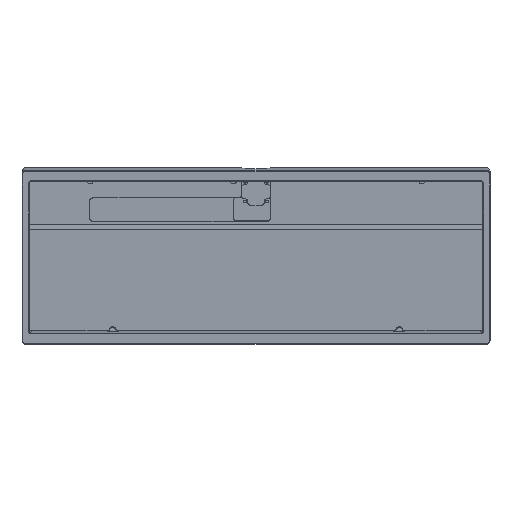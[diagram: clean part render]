
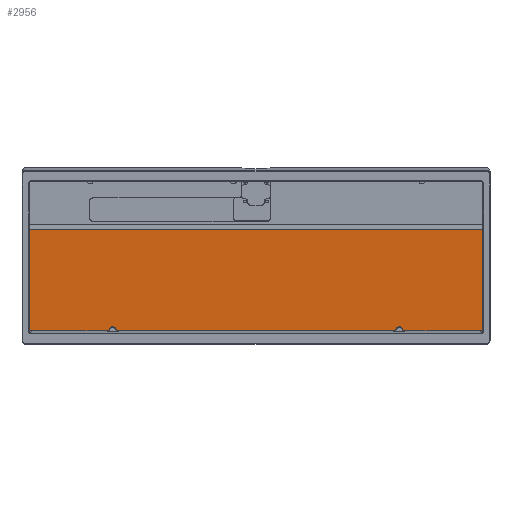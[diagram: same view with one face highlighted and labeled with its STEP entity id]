
A CAD part, top view. The second image highlights one B-rep face of the part: STEP entity #2956.
In plain terms, the highlighted planar face has unit normal (0, -0.087, 0.996).
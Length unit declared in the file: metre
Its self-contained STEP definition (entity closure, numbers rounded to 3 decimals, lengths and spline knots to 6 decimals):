
#137=LINE('',#4433,#425);
#154=LINE('',#4501,#442);
#158=LINE('',#4508,#446);
#159=LINE('',#4513,#447);
#160=LINE('',#4521,#448);
#161=LINE('',#4529,#449);
#425=VECTOR('',#3490,0.01);
#442=VECTOR('',#3547,0.01);
#446=VECTOR('',#3553,0.01);
#447=VECTOR('',#3558,0.01);
#448=VECTOR('',#3565,0.01);
#449=VECTOR('',#3572,0.01);
#717=FACE_OUTER_BOUND('',#895,.T.);
#895=EDGE_LOOP('',(#2018,#2019,#2020,#2021,#2022,#2023,#2024,#2025,#2026,
#2027,#2028,#2029,#2030,#2031));
#1101=CIRCLE('',#3170,0.0015);
#1102=CIRCLE('',#3171,0.0015);
#1103=CIRCLE('',#3172,0.00225);
#1104=CIRCLE('',#3173,0.0015);
#1105=CIRCLE('',#3174,0.0015);
#1106=CIRCLE('',#3175,0.00225);
#1107=CIRCLE('',#3176,0.0015);
#1108=CIRCLE('',#3177,0.0015);
#1237=VERTEX_POINT('',#4430);
#1238=VERTEX_POINT('',#4432);
#1268=VERTEX_POINT('',#4498);
#1269=VERTEX_POINT('',#4500);
#1272=VERTEX_POINT('',#4510);
#1273=VERTEX_POINT('',#4512);
#1274=VERTEX_POINT('',#4514);
#1275=VERTEX_POINT('',#4516);
#1276=VERTEX_POINT('',#4518);
#1277=VERTEX_POINT('',#4520);
#1278=VERTEX_POINT('',#4522);
#1279=VERTEX_POINT('',#4524);
#1280=VERTEX_POINT('',#4526);
#1281=VERTEX_POINT('',#4528);
#1523=EDGE_CURVE('',#1238,#1237,#137,.T.);
#1557=EDGE_CURVE('',#1269,#1268,#154,.T.);
#1561=EDGE_CURVE('',#1238,#1268,#158,.T.);
#1562=EDGE_CURVE('',#1272,#1237,#1101,.T.);
#1563=EDGE_CURVE('',#1273,#1272,#159,.T.);
#1564=EDGE_CURVE('',#1274,#1273,#1102,.T.);
#1565=EDGE_CURVE('',#1275,#1274,#1103,.T.);
#1566=EDGE_CURVE('',#1276,#1275,#1104,.T.);
#1567=EDGE_CURVE('',#1277,#1276,#160,.T.);
#1568=EDGE_CURVE('',#1278,#1277,#1105,.T.);
#1569=EDGE_CURVE('',#1279,#1278,#1106,.T.);
#1570=EDGE_CURVE('',#1280,#1279,#1107,.T.);
#1571=EDGE_CURVE('',#1281,#1280,#161,.T.);
#1572=EDGE_CURVE('',#1269,#1281,#1108,.T.);
#2018=ORIENTED_EDGE('',*,*,#1523,.T.);
#2019=ORIENTED_EDGE('',*,*,#1562,.F.);
#2020=ORIENTED_EDGE('',*,*,#1563,.F.);
#2021=ORIENTED_EDGE('',*,*,#1564,.F.);
#2022=ORIENTED_EDGE('',*,*,#1565,.F.);
#2023=ORIENTED_EDGE('',*,*,#1566,.F.);
#2024=ORIENTED_EDGE('',*,*,#1567,.F.);
#2025=ORIENTED_EDGE('',*,*,#1568,.F.);
#2026=ORIENTED_EDGE('',*,*,#1569,.F.);
#2027=ORIENTED_EDGE('',*,*,#1570,.F.);
#2028=ORIENTED_EDGE('',*,*,#1571,.F.);
#2029=ORIENTED_EDGE('',*,*,#1572,.F.);
#2030=ORIENTED_EDGE('',*,*,#1557,.T.);
#2031=ORIENTED_EDGE('',*,*,#1561,.F.);
#2867=PLANE('',#3169);
#2956=ADVANCED_FACE('',(#717),#2867,.F.);
#3169=AXIS2_PLACEMENT_3D('',#4509,#3554,#3555);
#3170=AXIS2_PLACEMENT_3D('',#4511,#3556,#3557);
#3171=AXIS2_PLACEMENT_3D('',#4515,#3559,#3560);
#3172=AXIS2_PLACEMENT_3D('',#4517,#3561,#3562);
#3173=AXIS2_PLACEMENT_3D('',#4519,#3563,#3564);
#3174=AXIS2_PLACEMENT_3D('',#4523,#3566,#3567);
#3175=AXIS2_PLACEMENT_3D('',#4525,#3568,#3569);
#3176=AXIS2_PLACEMENT_3D('',#4527,#3570,#3571);
#3177=AXIS2_PLACEMENT_3D('',#4530,#3573,#3574);
#3490=DIRECTION('',(0.,-0.996,-0.087));
#3547=DIRECTION('',(0.,0.996,0.087));
#3553=DIRECTION('',(1.,0.,0.));
#3554=DIRECTION('center_axis',(0.,0.087,-0.996));
#3555=DIRECTION('ref_axis',(0.,0.996,0.087));
#3556=DIRECTION('center_axis',(0.,0.087,-0.996));
#3557=DIRECTION('ref_axis',(0.,0.996,0.087));
#3558=DIRECTION('',(-1.,0.,0.));
#3559=DIRECTION('center_axis',(0.,0.087,-0.996));
#3560=DIRECTION('ref_axis',(0.,0.996,0.087));
#3561=DIRECTION('center_axis',(0.,-0.087,0.996));
#3562=DIRECTION('ref_axis',(0.,0.996,0.087));
#3563=DIRECTION('center_axis',(0.,0.087,-0.996));
#3564=DIRECTION('ref_axis',(0.,0.996,0.087));
#3565=DIRECTION('',(-1.,0.,0.));
#3566=DIRECTION('center_axis',(0.,0.087,-0.996));
#3567=DIRECTION('ref_axis',(0.,0.996,0.087));
#3568=DIRECTION('center_axis',(0.,-0.087,0.996));
#3569=DIRECTION('ref_axis',(0.,0.996,0.087));
#3570=DIRECTION('center_axis',(0.,0.087,-0.996));
#3571=DIRECTION('ref_axis',(0.,0.996,0.087));
#3572=DIRECTION('',(-1.,0.,0.));
#3573=DIRECTION('center_axis',(0.,0.087,-0.996));
#3574=DIRECTION('ref_axis',(0.,-0.996,-0.087));
#4430=CARTESIAN_POINT('',(-0.14335,-0.045741,0.004863));
#4432=CARTESIAN_POINT('',(-0.14335,0.016579,0.010315));
#4433=CARTESIAN_POINT('',(-0.14335,-0.02778,0.006434));
#4498=CARTESIAN_POINT('',(0.14335,0.016579,0.010315));
#4500=CARTESIAN_POINT('',(0.14335,-0.045741,0.004863));
#4501=CARTESIAN_POINT('',(0.14335,-0.02778,0.006434));
#4508=CARTESIAN_POINT('',(0.,0.016579,0.010315));
#4509=CARTESIAN_POINT('Origin',(-0.14335,-0.044148,0.005002));
#4510=CARTESIAN_POINT('',(-0.14185,-0.047236,0.004732));
#4511=CARTESIAN_POINT('Origin',(-0.14185,-0.045741,0.004863));
#4512=CARTESIAN_POINT('',(-0.094023,-0.047236,0.004732));
#4513=CARTESIAN_POINT('',(-0.071675,-0.047236,0.004732));
#4514=CARTESIAN_POINT('',(-0.092609,-0.04624,0.004819));
#4515=CARTESIAN_POINT('Origin',(-0.094023,-0.045741,
0.004863));
#4516=CARTESIAN_POINT('',(-0.088366,-0.04624,0.004819));
#4517=CARTESIAN_POINT('Origin',(-0.090488,-0.046987,0.004754));
#4518=CARTESIAN_POINT('',(-0.086952,-0.047236,0.004732));
#4519=CARTESIAN_POINT('Origin',(-0.086952,-0.045741,
0.004863));
#4520=CARTESIAN_POINT('',(0.086952,-0.047236,0.004732));
#4521=CARTESIAN_POINT('',(-0.071675,-0.047236,0.004732));
#4522=CARTESIAN_POINT('',(0.088366,-0.04624,0.004819));
#4523=CARTESIAN_POINT('Origin',(0.086952,-0.045741,
0.004863));
#4524=CARTESIAN_POINT('',(0.092609,-0.04624,0.004819));
#4525=CARTESIAN_POINT('Origin',(0.090488,-0.046987,0.004754));
#4526=CARTESIAN_POINT('',(0.094023,-0.047236,0.004732));
#4527=CARTESIAN_POINT('Origin',(0.094023,-0.045741,
0.004863));
#4528=CARTESIAN_POINT('',(0.14185,-0.047236,0.004732));
#4529=CARTESIAN_POINT('',(-0.071675,-0.047236,0.004732));
#4530=CARTESIAN_POINT('Origin',(0.14185,-0.045741,0.004863));
